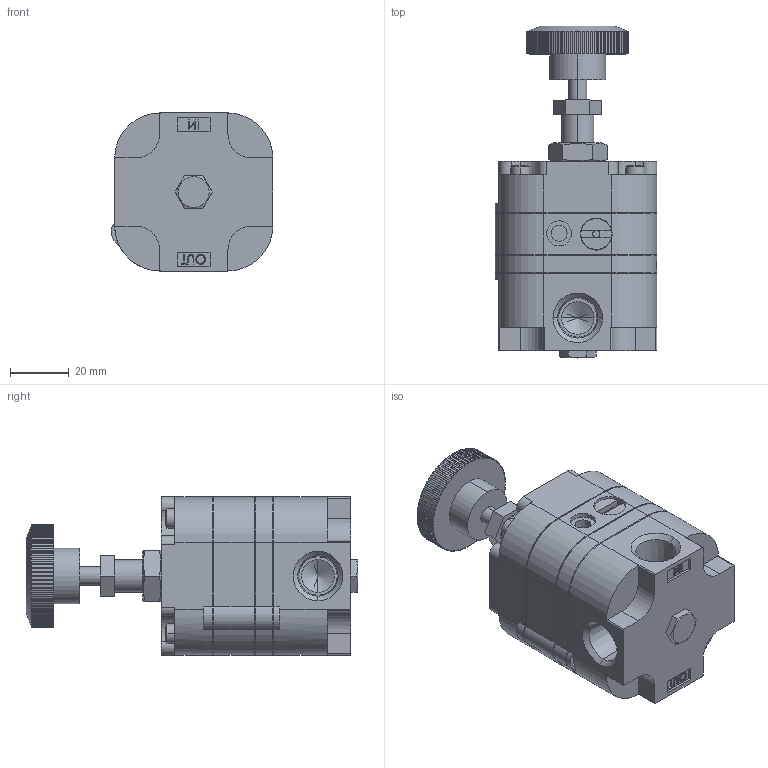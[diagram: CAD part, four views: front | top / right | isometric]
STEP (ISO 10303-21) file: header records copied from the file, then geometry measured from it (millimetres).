
FILE_DESCRIPTION (( 'STEP AP203' ), '1' );
FILE_NAME ('DR-123.step', '2015-10-20T14:36:48', ( '' ), ( '' ), 'SwSTEP 2.0', 'SolidWorks 2015', '' );
FILE_SCHEMA (( 'CONFIG_CONTROL_DESIGN' ));
Length unit declared in the file: inch
Products named in the file (1): DR-123
Bounding box: 55.15 x 113.28 x 53.98 mm (x, y, z)
Volume: 169761.3 mm3; surface area: 45708.3 mm2
Topology: 15 solids, 15 shells, 763 faces, 2059 edges, 1341 vertices
Faces by surface type: plane 474, cylinder 203, cone 48, bspline 23, torus 15
Entity records: 26377 total; most frequent: CARTESIAN_POINT 7711, ORIENTED_EDGE 4102, DIRECTION 3555, EDGE_CURVE 2051, VERTEX_POINT 1341, AXIS2_PLACEMENT_3D 1190, VECTOR 1175, LINE 1175
